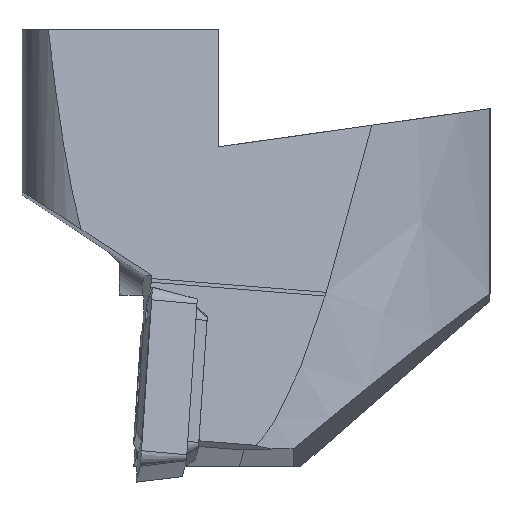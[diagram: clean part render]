
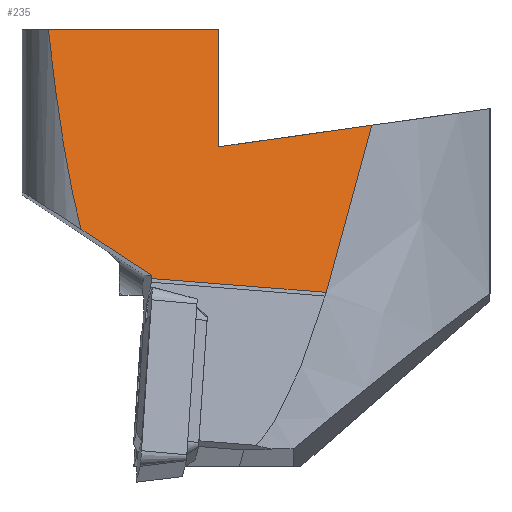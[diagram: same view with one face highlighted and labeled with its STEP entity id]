
A CAD part, left-side view. The second image highlights one B-rep face of the part: STEP entity #235.
In plain terms, the highlighted planar face has unit normal (-0.987, -0.114, 0.115).
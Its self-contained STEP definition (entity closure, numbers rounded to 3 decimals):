
#223=ELLIPSE('',#1901,51.971,6.);
#235=ADVANCED_FACE('',(#387),#328,.F.);
#328=PLANE('',#1902);
#387=FACE_OUTER_BOUND('',#455,.T.);
#455=EDGE_LOOP('',(#647,#648,#649,#650,#651,#652,#653,#654));
#572=B_SPLINE_CURVE_WITH_KNOTS('',3,(#2575,#2576,#2577,#2578),
 .UNSPECIFIED.,.F.,.F.,(4,4),(0.,1.),.UNSPECIFIED.);
#647=ORIENTED_EDGE('',*,*,#1301,.T.);
#648=ORIENTED_EDGE('',*,*,#1302,.T.);
#649=ORIENTED_EDGE('',*,*,#1303,.T.);
#650=ORIENTED_EDGE('',*,*,#1304,.T.);
#651=ORIENTED_EDGE('',*,*,#1305,.F.);
#652=ORIENTED_EDGE('',*,*,#1286,.F.);
#653=ORIENTED_EDGE('',*,*,#1306,.T.);
#654=ORIENTED_EDGE('',*,*,#1307,.F.);
#1109=VERTEX_POINT('',#2529);
#1110=VERTEX_POINT('',#2531);
#1121=VERTEX_POINT('',#2564);
#1122=VERTEX_POINT('',#2565);
#1123=VERTEX_POINT('',#2567);
#1124=VERTEX_POINT('',#2569);
#1125=VERTEX_POINT('',#2571);
#1126=VERTEX_POINT('',#2574);
#1286=EDGE_CURVE('',#1109,#1110,#1525,.T.);
#1301=EDGE_CURVE('',#1121,#1122,#1537,.T.);
#1302=EDGE_CURVE('',#1122,#1123,#1538,.T.);
#1303=EDGE_CURVE('',#1123,#1124,#1539,.T.);
#1304=EDGE_CURVE('',#1124,#1125,#223,.T.);
#1305=EDGE_CURVE('',#1110,#1125,#1540,.T.);
#1306=EDGE_CURVE('',#1109,#1126,#1541,.T.);
#1307=EDGE_CURVE('',#1121,#1126,#572,.T.);
#1525=LINE('',#2530,#1682);
#1537=LINE('',#2563,#1694);
#1538=LINE('',#2566,#1695);
#1539=LINE('',#2568,#1696);
#1540=LINE('',#2572,#1697);
#1541=LINE('',#2573,#1698);
#1682=VECTOR('',#2062,1.);
#1694=VECTOR('',#2082,1.);
#1695=VECTOR('',#2083,1.);
#1696=VECTOR('',#2084,1.);
#1697=VECTOR('',#2087,1.);
#1698=VECTOR('',#2088,1.);
#1901=AXIS2_PLACEMENT_3D('',#2570,#2085,#2086);
#1902=AXIS2_PLACEMENT_3D('',#2579,#2089,#2090);
#2062=DIRECTION('',(0.124,-0.067,0.99));
#2082=DIRECTION('',(-0.13,0.982,-0.138));
#2083=DIRECTION('',(0.116,0.,0.993));
#2084=DIRECTION('',(-0.115,0.993,0.));
#2085=DIRECTION('',(-0.987,-0.114,0.115));
#2086=DIRECTION('',(0.115,0.013,0.993));
#2087=DIRECTION('',(-0.033,0.838,0.545));
#2088=DIRECTION('',(0.105,-0.991,-0.078));
#2089=DIRECTION('',(0.987,0.114,-0.115));
#2090=DIRECTION('',(-0.116,0.,-0.993));
#2529=CARTESIAN_POINT('',(-55.036,-2.267,-9.235));
#2530=CARTESIAN_POINT('',(-55.055,-2.257,-9.388));
#2531=CARTESIAN_POINT('',(-55.006,-2.283,-9.));
#2563=CARTESIAN_POINT('',(-52.783,-11.735,0.665));
#2564=CARTESIAN_POINT('',(-51.994,-17.715,1.506));
#2565=CARTESIAN_POINT('',(-53.408,-7.,0.));
#2566=CARTESIAN_POINT('',(-52.625,-7.,6.699));
#2567=CARTESIAN_POINT('',(-52.449,-7.,8.2));
#2568=CARTESIAN_POINT('',(-53.532,2.377,8.2));
#2569=CARTESIAN_POINT('',(-53.83,4.953,8.2));
#2570=CARTESIAN_POINT('',(-49.5,0.8,41.108));
#2571=CARTESIAN_POINT('',(-55.202,2.667,-5.783));
#2572=CARTESIAN_POINT('',(-55.389,7.386,-2.717));
#2573=CARTESIAN_POINT('',(-56.585,12.303,-8.086));
#2574=CARTESIAN_POINT('',(-53.733,-14.519,-10.202));
#2575=CARTESIAN_POINT('',(-51.994,-17.715,1.506));
#2576=CARTESIAN_POINT('',(-52.558,-16.84,-2.447));
#2577=CARTESIAN_POINT('',(-53.131,-15.852,-6.37));
#2578=CARTESIAN_POINT('',(-53.733,-14.519,-10.202));
#2579=CARTESIAN_POINT('',(-56.601,12.311,-8.216));
